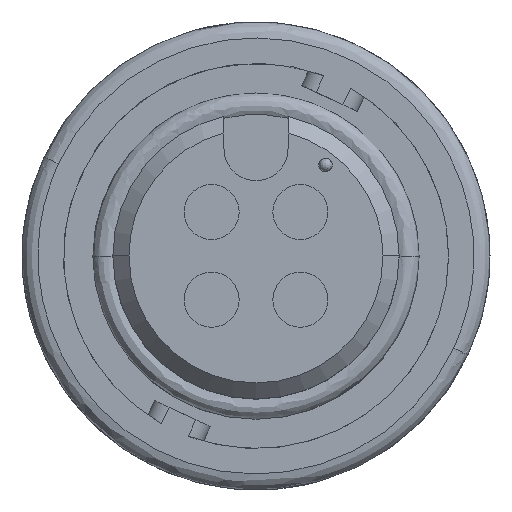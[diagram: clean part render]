
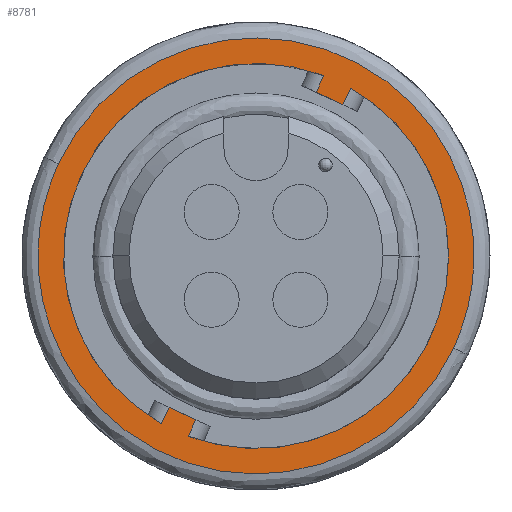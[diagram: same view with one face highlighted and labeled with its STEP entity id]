
A CAD part, top view. The second image highlights one B-rep face of the part: STEP entity #8781.
In plain terms, the highlighted planar face has unit normal (0, 0, 1).
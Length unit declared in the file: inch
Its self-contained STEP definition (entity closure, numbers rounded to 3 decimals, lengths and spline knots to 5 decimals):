
#57 = DIRECTION ( 'NONE',  ( 0., 0., -1. ) ) ;
#121 = EDGE_CURVE ( 'NONE', #7232, #4735, #4759, .T. ) ;
#173 = DIRECTION ( 'NONE',  ( 0.423, 0.906, 0. ) ) ;
#178 = AXIS2_PLACEMENT_3D ( 'NONE', #4319, #12103, #5450 ) ;
#231 = VERTEX_POINT ( 'NONE', #6112 ) ;
#257 = CARTESIAN_POINT ( 'NONE',  ( -0.12677, -0.33694, -0.08298 ) ) ;
#351 = VERTEX_POINT ( 'NONE', #3726 ) ;
#688 = AXIS2_PLACEMENT_3D ( 'NONE', #4038, #9893, #6460 ) ;
#870 = VERTEX_POINT ( 'NONE', #6485 ) ;
#1045 = LINE ( 'NONE', #1900, #12537 ) ;
#1123 = AXIS2_PLACEMENT_3D ( 'NONE', #6713, #57, #7837 ) ;
#1208 = EDGE_CURVE ( 'NONE', #4166, #11911, #1823, .T. ) ;
#1240 = VERTEX_POINT ( 'NONE', #8295 ) ;
#1321 = PLANE ( 'NONE',  #688 ) ;
#1349 = ORIENTED_EDGE ( 'NONE', *, *, #2077, .T. ) ;
#1624 = LINE ( 'NONE', #6297, #1982 ) ;
#1799 = VECTOR ( 'NONE', #6055, 39.37008 ) ;
#1823 =( BOUNDED_CURVE ( )  B_SPLINE_CURVE ( 3, ( #6496, #6355, #6308, #6682 ),
 .UNSPECIFIED., .F., .F. ) 
 B_SPLINE_CURVE_WITH_KNOTS ( ( 4, 4 ),
 ( 0., 1. ),
 .UNSPECIFIED. ) 
 CURVE ( )  GEOMETRIC_REPRESENTATION_ITEM ( )  RATIONAL_B_SPLINE_CURVE ( ( 1., 0.333, 0.333, 1. ) ) 
 REPRESENTATION_ITEM ( '' )  );
#1900 = CARTESIAN_POINT ( 'NONE',  ( 0.16227, 0.28293, -0.08298 ) ) ;
#1908 = ORIENTED_EDGE ( 'NONE', *, *, #8849, .F. ) ;
#1982 = VECTOR ( 'NONE', #7087, 39.37008 ) ;
#2077 = EDGE_CURVE ( 'NONE', #1240, #231, #9385, .T. ) ;
#2583 = DIRECTION ( 'NONE',  ( 0., 0., -1. ) ) ;
#3428 = CARTESIAN_POINT ( 'NONE',  ( -0.16227, -0.28293, -0.08298 ) ) ;
#3477 = CIRCLE ( 'NONE', #10615, 0.36 ) ;
#3726 = CARTESIAN_POINT ( 'NONE',  ( -0.17662, -0.3137, -0.08298 ) ) ;
#3800 = ORIENTED_EDGE ( 'NONE', *, *, #12256, .T. ) ;
#4000 = VERTEX_POINT ( 'NONE', #14066 ) ;
#4038 = CARTESIAN_POINT ( 'NONE',  ( 0., 0., -0.08298 ) ) ;
#4166 = VERTEX_POINT ( 'NONE', #12001 ) ;
#4319 = CARTESIAN_POINT ( 'NONE',  ( 0., 0., -0.08298 ) ) ;
#4527 = ORIENTED_EDGE ( 'NONE', *, *, #12051, .F. ) ;
#4557 = VECTOR ( 'NONE', #13234, 39.37008 ) ;
#4735 = VERTEX_POINT ( 'NONE', #5953 ) ;
#4759 = LINE ( 'NONE', #14048, #1799 ) ;
#4764 = CARTESIAN_POINT ( 'NONE',  ( 0.16227, 0.28293, -0.08298 ) ) ;
#5054 = VERTEX_POINT ( 'NONE', #3428 ) ;
#5450 = DIRECTION ( 'NONE',  ( 1., 0., 0. ) ) ;
#5953 = CARTESIAN_POINT ( 'NONE',  ( 0.17662, 0.3137, -0.08298 ) ) ;
#6055 = DIRECTION ( 'NONE',  ( 0.423, 0.906, 0. ) ) ;
#6112 = CARTESIAN_POINT ( 'NONE',  ( -0.11243, -0.30617, -0.08298 ) ) ;
#6151 = ORIENTED_EDGE ( 'NONE', *, *, #12029, .T. ) ;
#6244 = EDGE_LOOP ( 'NONE', ( #1908, #12942 ) ) ;
#6297 = CARTESIAN_POINT ( 'NONE',  ( 0.12677, 0.33694, -0.08298 ) ) ;
#6308 = CARTESIAN_POINT ( 'NONE',  ( -0.71375, -0.56642, -0.08298 ) ) ;
#6353 = ORIENTED_EDGE ( 'NONE', *, *, #9622, .T. ) ;
#6355 = CARTESIAN_POINT ( 'NONE',  ( 0.02489, -0.91086, -0.08298 ) ) ;
#6456 = VECTOR ( 'NONE', #173, 39.37008 ) ;
#6460 = DIRECTION ( 'NONE',  ( 1., 0., 0. ) ) ;
#6485 = CARTESIAN_POINT ( 'NONE',  ( 0.12677, 0.33694, -0.08298 ) ) ;
#6496 = CARTESIAN_POINT ( 'NONE',  ( 0.36932, -0.17222, -0.08298 ) ) ;
#6682 = CARTESIAN_POINT ( 'NONE',  ( -0.36932, 0.17222, -0.08298 ) ) ;
#6701 = CARTESIAN_POINT ( 'NONE',  ( -0.16227, -0.28293, -0.08298 ) ) ;
#6713 = CARTESIAN_POINT ( 'NONE',  ( 0., 0., -0.08298 ) ) ;
#6927 = DIRECTION ( 'NONE',  ( -0.423, -0.906, 0. ) ) ;
#7087 = DIRECTION ( 'NONE',  ( -0.423, -0.906, 0. ) ) ;
#7179 = CARTESIAN_POINT ( 'NONE',  ( -0.02489, 0.91086, -0.08298 ) ) ;
#7232 = VERTEX_POINT ( 'NONE', #4764 ) ;
#7431 = CARTESIAN_POINT ( 'NONE',  ( -0.36932, 0.17222, -0.08298 ) ) ;
#7526 = CARTESIAN_POINT ( 'NONE',  ( -0.36932, 0.17222, -0.08298 ) ) ;
#7599 =( BOUNDED_CURVE ( )  B_SPLINE_CURVE ( 3, ( #7526, #7179, #9562, #13972 ),
 .UNSPECIFIED., .F., .F. ) 
 B_SPLINE_CURVE_WITH_KNOTS ( ( 4, 4 ),
 ( 0., 1. ),
 .UNSPECIFIED. ) 
 CURVE ( )  GEOMETRIC_REPRESENTATION_ITEM ( )  RATIONAL_B_SPLINE_CURVE ( ( 1., 0.333, 0.333, 1. ) ) 
 REPRESENTATION_ITEM ( '' )  );
#7675 = CIRCLE ( 'NONE', #1123, 0.36 ) ;
#7837 = DIRECTION ( 'NONE',  ( 1., 0., 0. ) ) ;
#8295 = CARTESIAN_POINT ( 'NONE',  ( -0.12677, -0.33694, -0.08298 ) ) ;
#8743 = FACE_BOUND ( 'NONE', #10243, .T. ) ;
#8781 = ADVANCED_FACE ( 'NONE', ( #11361, #8743 ), #1321, .T. ) ;
#8849 = EDGE_CURVE ( 'NONE', #11911, #4166, #7599, .T. ) ;
#9226 = CARTESIAN_POINT ( 'NONE',  ( 0., 0., -0.08298 ) ) ;
#9385 = LINE ( 'NONE', #257, #6456 ) ;
#9562 = CARTESIAN_POINT ( 'NONE',  ( 0.71375, 0.56642, -0.08298 ) ) ;
#9622 = EDGE_CURVE ( 'NONE', #5054, #351, #13476, .T. ) ;
#9657 = EDGE_CURVE ( 'NONE', #870, #10869, #1624, .T. ) ;
#9884 = ORIENTED_EDGE ( 'NONE', *, *, #9657, .T. ) ;
#9893 = DIRECTION ( 'NONE',  ( 0., 0., 1. ) ) ;
#10243 = EDGE_LOOP ( 'NONE', ( #13911, #3800, #11547, #1349, #4527, #6353, #6151, #9884, #12288 ) ) ;
#10360 = DIRECTION ( 'NONE',  ( 1., 0., 0. ) ) ;
#10446 = LINE ( 'NONE', #10979, #4557 ) ;
#10475 = VECTOR ( 'NONE', #6927, 39.37008 ) ;
#10615 = AXIS2_PLACEMENT_3D ( 'NONE', #9226, #2583, #10360 ) ;
#10869 = VERTEX_POINT ( 'NONE', #13468 ) ;
#10979 = CARTESIAN_POINT ( 'NONE',  ( -0.16227, -0.28293, -0.08298 ) ) ;
#11361 = FACE_OUTER_BOUND ( 'NONE', #6244, .T. ) ;
#11547 = ORIENTED_EDGE ( 'NONE', *, *, #12490, .T. ) ;
#11911 = VERTEX_POINT ( 'NONE', #7431 ) ;
#12001 = CARTESIAN_POINT ( 'NONE',  ( 0.36932, -0.17222, -0.08298 ) ) ;
#12029 = EDGE_CURVE ( 'NONE', #351, #870, #13451, .T. ) ;
#12051 = EDGE_CURVE ( 'NONE', #5054, #231, #10446, .T. ) ;
#12103 = DIRECTION ( 'NONE',  ( 0., 0., -1. ) ) ;
#12256 = EDGE_CURVE ( 'NONE', #4735, #4000, #3477, .T. ) ;
#12288 = ORIENTED_EDGE ( 'NONE', *, *, #14016, .F. ) ;
#12490 = EDGE_CURVE ( 'NONE', #4000, #1240, #7675, .T. ) ;
#12537 = VECTOR ( 'NONE', #14235, 39.37008 ) ;
#12942 = ORIENTED_EDGE ( 'NONE', *, *, #1208, .F. ) ;
#13234 = DIRECTION ( 'NONE',  ( 0.906, -0.423, 0. ) ) ;
#13451 = CIRCLE ( 'NONE', #178, 0.36 ) ;
#13468 = CARTESIAN_POINT ( 'NONE',  ( 0.11243, 0.30617, -0.08298 ) ) ;
#13476 = LINE ( 'NONE', #6701, #10475 ) ;
#13911 = ORIENTED_EDGE ( 'NONE', *, *, #121, .T. ) ;
#13972 = CARTESIAN_POINT ( 'NONE',  ( 0.36932, -0.17222, -0.08298 ) ) ;
#14016 = EDGE_CURVE ( 'NONE', #7232, #10869, #1045, .T. ) ;
#14048 = CARTESIAN_POINT ( 'NONE',  ( 0.16227, 0.28293, -0.08298 ) ) ;
#14066 = CARTESIAN_POINT ( 'NONE',  ( 0.36, 0., -0.08298 ) ) ;
#14235 = DIRECTION ( 'NONE',  ( -0.906, 0.423, 0. ) ) ;
